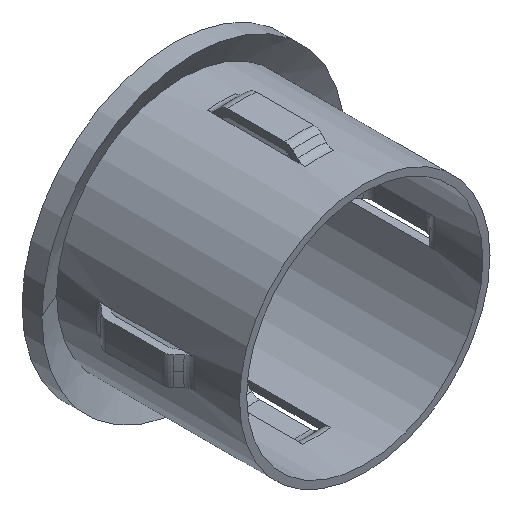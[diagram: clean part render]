
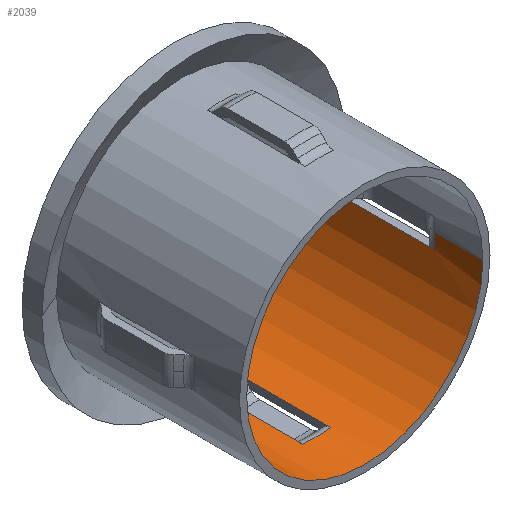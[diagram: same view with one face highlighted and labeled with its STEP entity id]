
A CAD part, isometric view. The second image highlights one B-rep face of the part: STEP entity #2039.
In plain terms, the highlighted cylindrical face has radius 16.5 mm (diameter 33 mm), a partial arc.
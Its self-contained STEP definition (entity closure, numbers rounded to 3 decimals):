
#7 = AXIS2_PLACEMENT_3D ( 'NONE', #3117, #11667, #4346 ) ;
#35 = EDGE_CURVE ( 'NONE', #5635, #8741, #14914, .T. ) ;
#43 = FACE_OUTER_BOUND ( 'NONE', #3901, .T. ) ;
#326 = DIRECTION ( 'NONE',  ( 0., -1., 0. ) ) ;
#550 = CARTESIAN_POINT ( 'NONE',  ( 2., 19.586, -16.378 ) ) ;
#624 = CARTESIAN_POINT ( 'NONE',  ( -16.5, 6.729, 0. ) ) ;
#683 = EDGE_CURVE ( 'NONE', #10248, #6548, #3793, .T. ) ;
#732 = DIRECTION ( 'NONE',  ( 0., -1., 0. ) ) ;
#759 = DIRECTION ( 'NONE',  ( 1., 0., 0. ) ) ;
#814 = CYLINDRICAL_SURFACE ( 'NONE', #6414, 16.5 ) ;
#903 = ORIENTED_EDGE ( 'NONE', *, *, #2934, .T. ) ;
#1030 = CARTESIAN_POINT ( 'NONE',  ( 16.378, 20., -2. ) ) ;
#1116 = DIRECTION ( 'NONE',  ( 0., -1., 0. ) ) ;
#1318 = CARTESIAN_POINT ( 'NONE',  ( 0., 25.942, 0. ) ) ;
#1637 = CARTESIAN_POINT ( 'NONE',  ( -16.5, 19.586, 0. ) ) ;
#1909 = DIRECTION ( 'NONE',  ( 0., -1., 0. ) ) ;
#1914 = DIRECTION ( 'NONE',  ( 0., -1., 0. ) ) ;
#2039 = ADVANCED_FACE ( 'NONE', ( #4429, #43 ), #814, .F. ) ;
#2069 = CIRCLE ( 'NONE', #7689, 16.5 ) ;
#2264 = EDGE_CURVE ( 'NONE', #5001, #6924, #13239, .T. ) ;
#2428 = CARTESIAN_POINT ( 'NONE',  ( 16.5, 19.586, 0. ) ) ;
#2525 = LINE ( 'NONE', #12353, #9793 ) ;
#2642 = VECTOR ( 'NONE', #15126, 1000. ) ;
#2689 = DIRECTION ( 'NONE',  ( 0., -1., 0. ) ) ;
#2796 = VECTOR ( 'NONE', #1914, 1000. ) ;
#2858 = CIRCLE ( 'NONE', #8820, 16.5 ) ;
#2934 = EDGE_CURVE ( 'NONE', #7518, #9747, #2525, .T. ) ;
#3016 = CARTESIAN_POINT ( 'NONE',  ( -16.5, 0., 0. ) ) ;
#3064 = CARTESIAN_POINT ( 'NONE',  ( 16.5, 28.9, 0. ) ) ;
#3117 = CARTESIAN_POINT ( 'NONE',  ( 0., 19.586, 0. ) ) ;
#3171 = CARTESIAN_POINT ( 'NONE',  ( 0., 6.729, 0. ) ) ;
#3224 = CARTESIAN_POINT ( 'NONE',  ( -16.378, 6.729, -2. ) ) ;
#3324 = CARTESIAN_POINT ( 'NONE',  ( 16.5, 6.729, 0. ) ) ;
#3542 = EDGE_CURVE ( 'NONE', #8741, #6548, #10538, .T. ) ;
#3581 = EDGE_CURVE ( 'NONE', #10653, #7086, #10737, .T. ) ;
#3638 = EDGE_CURVE ( 'NONE', #13729, #9785, #7274, .T. ) ;
#3793 = LINE ( 'NONE', #6522, #2642 ) ;
#3901 = EDGE_LOOP ( 'NONE', ( #7996, #12674, #13424, #903, #12749, #7229, #8656, #11296, #9689, #9330, #9024, #9818 ) ) ;
#3928 = DIRECTION ( 'NONE',  ( 0., -1., 0. ) ) ;
#3979 = DIRECTION ( 'NONE',  ( 1., 0., 0. ) ) ;
#4314 = VERTEX_POINT ( 'NONE', #624 ) ;
#4346 = DIRECTION ( 'NONE',  ( 1., 0., 0. ) ) ;
#4429 = FACE_BOUND ( 'NONE', #15125, .T. ) ;
#4697 = DIRECTION ( 'NONE',  ( 0., -1., 0. ) ) ;
#4771 = CARTESIAN_POINT ( 'NONE',  ( -2., 6.729, -16.378 ) ) ;
#5001 = VERTEX_POINT ( 'NONE', #6982 ) ;
#5105 = CARTESIAN_POINT ( 'NONE',  ( 16.5, 0., 0. ) ) ;
#5553 = ORIENTED_EDGE ( 'NONE', *, *, #3542, .F. ) ;
#5626 = CARTESIAN_POINT ( 'NONE',  ( 16.5, 28.9, 0. ) ) ;
#5635 = VERTEX_POINT ( 'NONE', #14593 ) ;
#5661 = EDGE_CURVE ( 'NONE', #5635, #10248, #2858, .T. ) ;
#6007 = DIRECTION ( 'NONE',  ( 1., 0., 0. ) ) ;
#6414 = AXIS2_PLACEMENT_3D ( 'NONE', #15435, #15535, #9412 ) ;
#6522 = CARTESIAN_POINT ( 'NONE',  ( 2., 20., -16.378 ) ) ;
#6530 = EDGE_CURVE ( 'NONE', #4314, #9747, #8599, .T. ) ;
#6548 = VERTEX_POINT ( 'NONE', #9267 ) ;
#6833 = VECTOR ( 'NONE', #1116, 1000. ) ;
#6884 = VERTEX_POINT ( 'NONE', #11234 ) ;
#6904 = LINE ( 'NONE', #1030, #8080 ) ;
#6915 = VECTOR ( 'NONE', #12764, 1000. ) ;
#6924 = VERTEX_POINT ( 'NONE', #1637 ) ;
#6982 = CARTESIAN_POINT ( 'NONE',  ( -16.5, 25.942, 0. ) ) ;
#7086 = VERTEX_POINT ( 'NONE', #3324 ) ;
#7229 = ORIENTED_EDGE ( 'NONE', *, *, #13391, .T. ) ;
#7274 = CIRCLE ( 'NONE', #7, 16.5 ) ;
#7517 = CIRCLE ( 'NONE', #9193, 16.5 ) ;
#7518 = VERTEX_POINT ( 'NONE', #15589 ) ;
#7654 = CARTESIAN_POINT ( 'NONE',  ( 0., 19.586, 0. ) ) ;
#7671 = AXIS2_PLACEMENT_3D ( 'NONE', #3171, #732, #11734 ) ;
#7689 = AXIS2_PLACEMENT_3D ( 'NONE', #1318, #9865, #6007 ) ;
#7839 = VERTEX_POINT ( 'NONE', #3016 ) ;
#7927 = DIRECTION ( 'NONE',  ( 0., -1., 0. ) ) ;
#7937 = EDGE_CURVE ( 'NONE', #7086, #11765, #11043, .T. ) ;
#7996 = ORIENTED_EDGE ( 'NONE', *, *, #8712, .F. ) ;
#8080 = VECTOR ( 'NONE', #4697, 1000. ) ;
#8082 = ORIENTED_EDGE ( 'NONE', *, *, #683, .T. ) ;
#8510 = DIRECTION ( 'NONE',  ( 0., -1., 0. ) ) ;
#8599 = CIRCLE ( 'NONE', #14482, 16.5 ) ;
#8656 = ORIENTED_EDGE ( 'NONE', *, *, #15789, .T. ) ;
#8712 = EDGE_CURVE ( 'NONE', #5001, #6884, #2069, .T. ) ;
#8741 = VERTEX_POINT ( 'NONE', #4771 ) ;
#8820 = AXIS2_PLACEMENT_3D ( 'NONE', #14793, #3928, #14848 ) ;
#9024 = ORIENTED_EDGE ( 'NONE', *, *, #3638, .T. ) ;
#9117 = CARTESIAN_POINT ( 'NONE',  ( -16.5, 28.9, 0. ) ) ;
#9193 = AXIS2_PLACEMENT_3D ( 'NONE', #7654, #2689, #3979 ) ;
#9224 = CARTESIAN_POINT ( 'NONE',  ( 0., 6.729, 0. ) ) ;
#9267 = CARTESIAN_POINT ( 'NONE',  ( 2., 6.729, -16.378 ) ) ;
#9273 = DIRECTION ( 'NONE',  ( 0., -1., 0. ) ) ;
#9330 = ORIENTED_EDGE ( 'NONE', *, *, #15579, .F. ) ;
#9412 = DIRECTION ( 'NONE',  ( 1., 0., 0. ) ) ;
#9565 = EDGE_CURVE ( 'NONE', #6884, #9785, #11798, .T. ) ;
#9689 = ORIENTED_EDGE ( 'NONE', *, *, #3581, .F. ) ;
#9747 = VERTEX_POINT ( 'NONE', #3224 ) ;
#9785 = VERTEX_POINT ( 'NONE', #2428 ) ;
#9793 = VECTOR ( 'NONE', #326, 1000. ) ;
#9818 = ORIENTED_EDGE ( 'NONE', *, *, #9565, .F. ) ;
#9865 = DIRECTION ( 'NONE',  ( 0., -1., 0. ) ) ;
#9928 = DIRECTION ( 'NONE',  ( 0., -1., 0. ) ) ;
#10131 = AXIS2_PLACEMENT_3D ( 'NONE', #9224, #1909, #10433 ) ;
#10248 = VERTEX_POINT ( 'NONE', #550 ) ;
#10350 = VECTOR ( 'NONE', #9273, 1000. ) ;
#10433 = DIRECTION ( 'NONE',  ( 1., 0., 0. ) ) ;
#10538 = CIRCLE ( 'NONE', #7671, 16.5 ) ;
#10559 = CIRCLE ( 'NONE', #12520, 16.5 ) ;
#10626 = ORIENTED_EDGE ( 'NONE', *, *, #35, .F. ) ;
#10653 = VERTEX_POINT ( 'NONE', #11616 ) ;
#10737 = CIRCLE ( 'NONE', #10131, 16.5 ) ;
#11043 = LINE ( 'NONE', #3064, #15292 ) ;
#11234 = CARTESIAN_POINT ( 'NONE',  ( 16.5, 25.942, 0. ) ) ;
#11296 = ORIENTED_EDGE ( 'NONE', *, *, #7937, .F. ) ;
#11340 = LINE ( 'NONE', #12863, #6915 ) ;
#11616 = CARTESIAN_POINT ( 'NONE',  ( 16.378, 6.729, -2. ) ) ;
#11667 = DIRECTION ( 'NONE',  ( 0., -1., 0. ) ) ;
#11734 = DIRECTION ( 'NONE',  ( 1., 0., 0. ) ) ;
#11765 = VERTEX_POINT ( 'NONE', #5105 ) ;
#11798 = LINE ( 'NONE', #5626, #2796 ) ;
#12353 = CARTESIAN_POINT ( 'NONE',  ( -16.378, 20., -2. ) ) ;
#12520 = AXIS2_PLACEMENT_3D ( 'NONE', #14874, #9928, #13708 ) ;
#12674 = ORIENTED_EDGE ( 'NONE', *, *, #2264, .T. ) ;
#12749 = ORIENTED_EDGE ( 'NONE', *, *, #6530, .F. ) ;
#12764 = DIRECTION ( 'NONE',  ( 0., -1., 0. ) ) ;
#12863 = CARTESIAN_POINT ( 'NONE',  ( -16.5, 28.9, 0. ) ) ;
#12992 = CARTESIAN_POINT ( 'NONE',  ( 16.378, 19.586, -2. ) ) ;
#13239 = LINE ( 'NONE', #9117, #10350 ) ;
#13391 = EDGE_CURVE ( 'NONE', #4314, #7839, #11340, .T. ) ;
#13424 = ORIENTED_EDGE ( 'NONE', *, *, #13928, .T. ) ;
#13708 = DIRECTION ( 'NONE',  ( 1., 0., 0. ) ) ;
#13729 = VERTEX_POINT ( 'NONE', #12992 ) ;
#13928 = EDGE_CURVE ( 'NONE', #6924, #7518, #7517, .T. ) ;
#14482 = AXIS2_PLACEMENT_3D ( 'NONE', #14615, #8510, #759 ) ;
#14541 = CARTESIAN_POINT ( 'NONE',  ( -2., 20., -16.378 ) ) ;
#14593 = CARTESIAN_POINT ( 'NONE',  ( -2., 19.586, -16.378 ) ) ;
#14615 = CARTESIAN_POINT ( 'NONE',  ( 0., 6.729, 0. ) ) ;
#14793 = CARTESIAN_POINT ( 'NONE',  ( 0., 19.586, 0. ) ) ;
#14848 = DIRECTION ( 'NONE',  ( 1., 0., 0. ) ) ;
#14874 = CARTESIAN_POINT ( 'NONE',  ( 0., 0., 0. ) ) ;
#14914 = LINE ( 'NONE', #14541, #6833 ) ;
#15125 = EDGE_LOOP ( 'NONE', ( #5553, #10626, #15139, #8082 ) ) ;
#15126 = DIRECTION ( 'NONE',  ( 0., -1., 0. ) ) ;
#15139 = ORIENTED_EDGE ( 'NONE', *, *, #5661, .T. ) ;
#15292 = VECTOR ( 'NONE', #7927, 1000. ) ;
#15435 = CARTESIAN_POINT ( 'NONE',  ( 0., 28.9, 0. ) ) ;
#15535 = DIRECTION ( 'NONE',  ( 0., -1., 0. ) ) ;
#15579 = EDGE_CURVE ( 'NONE', #13729, #10653, #6904, .T. ) ;
#15589 = CARTESIAN_POINT ( 'NONE',  ( -16.378, 19.586, -2. ) ) ;
#15789 = EDGE_CURVE ( 'NONE', #7839, #11765, #10559, .T. ) ;
